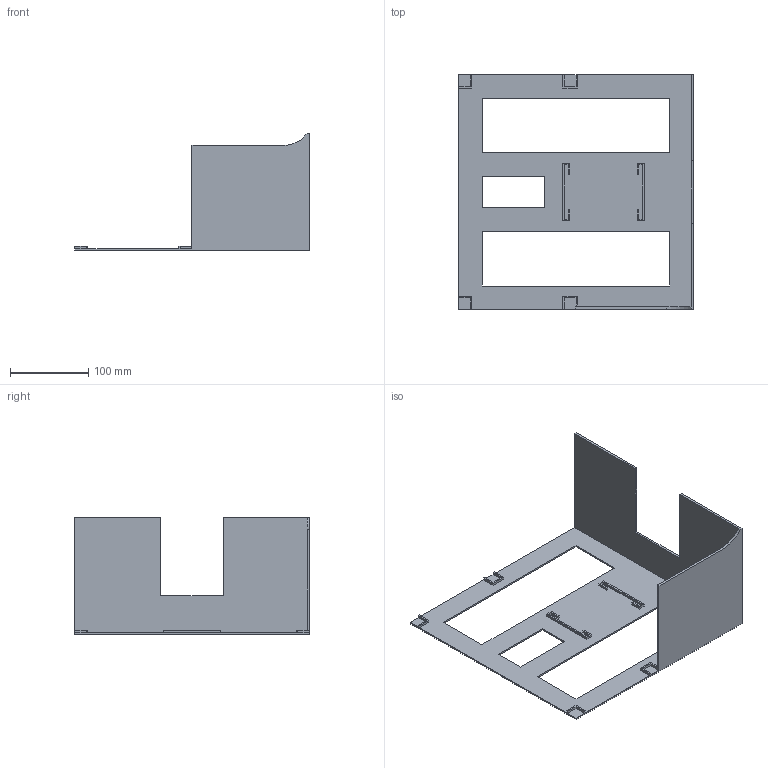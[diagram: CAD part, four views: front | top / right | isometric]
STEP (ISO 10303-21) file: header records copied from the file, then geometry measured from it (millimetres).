
FILE_DESCRIPTION(('STEP AP242'), '1');
FILE_NAME('äíî', '', ('UNSPECIFIED'), ('UNSPECIFIED'), 'C3D Converter', 'C3D Toolkit', '');
FILE_SCHEMA(('AP242_MANAGED_MODEL_BASED_3D_ENGINEERING_MIM_LF { 1 0 10303 442 1 1 4 }'));
Length unit declared in the file: millimetre
Bounding box: 300 x 300 x 149 mm (x, y, z)
Volume: 275594.5 mm3; surface area: 226861.1 mm2
Topology: 1 solids, 1 shells, 81 faces, 230 edges, 153 vertices
Faces by surface type: plane 80, cylinder 1
Entity records: 2630 total; most frequent: CARTESIAN_POINT 465, ORIENTED_EDGE 460, DIRECTION 396, EDGE_CURVE 230, LINE 228, VECTOR 228, VERTEX_POINT 153, FACE_BOUND 89
